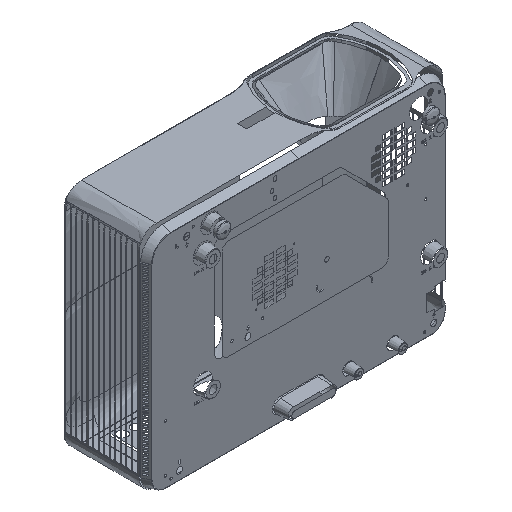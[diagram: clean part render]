
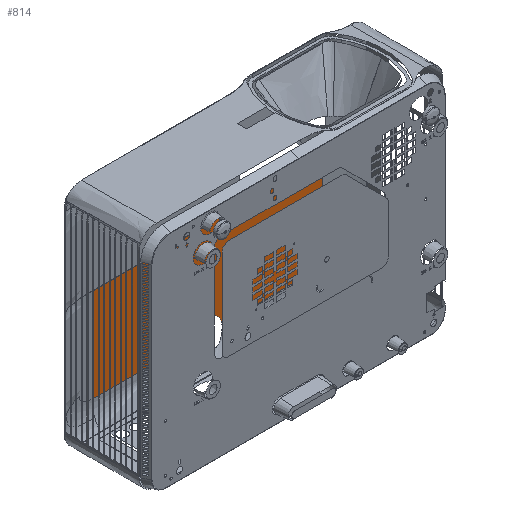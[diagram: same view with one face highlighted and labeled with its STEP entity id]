
A CAD part, isometric view. The second image highlights one B-rep face of the part: STEP entity #814.
In plain terms, the highlighted planar face has unit normal (0, 1, 0).
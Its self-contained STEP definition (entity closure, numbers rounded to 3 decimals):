
#35=CARTESIAN_POINT('',(-254.8,70.42,-89.15));
#37=DIRECTION('',(0.,0.,1.));
#38=VECTOR('',#37,124.95);
#39=CARTESIAN_POINT('',(-254.8,70.42,-89.15));
#40=LINE('',#39,#38);
#133=DIRECTION('',(-1.,0.,0.));
#134=VECTOR('',#133,134.403);
#135=CARTESIAN_POINT('',(-120.397,70.42,-89.15));
#136=LINE('',#135,#134);
#152=DIRECTION('',(-1.,0.,0.));
#153=VECTOR('',#152,134.402);
#154=CARTESIAN_POINT('',(53.2,70.42,-89.15));
#155=LINE('',#154,#153);
#244=DIRECTION('',(0.,0.,-1.));
#245=VECTOR('',#244,124.95);
#246=CARTESIAN_POINT('',(53.2,70.42,35.8));
#247=LINE('',#246,#245);
#262=DIRECTION('',(-1.,0.,0.));
#263=VECTOR('',#262,308.);
#264=CARTESIAN_POINT('',(53.2,70.42,35.8));
#265=LINE('',#264,#263);
#266=CARTESIAN_POINT('',(-120.397,70.42,-89.15));
#267=CARTESIAN_POINT('',(-120.352,70.42,-88.765));
#268=CARTESIAN_POINT('',(-120.24,70.42,-87.999));
#269=CARTESIAN_POINT('',(-120.004,70.42,-86.861));
#270=CARTESIAN_POINT('',(-119.802,70.42,-86.114));
#271=CARTESIAN_POINT('',(-119.691,70.42,-85.743));
#273=CARTESIAN_POINT('',(-119.691,70.42,-85.743));
#274=CARTESIAN_POINT('',(-119.237,70.42,-84.237));
#275=CARTESIAN_POINT('',(-118.016,70.42,-81.448));
#276=CARTESIAN_POINT('',(-115.325,70.42,-77.837));
#277=CARTESIAN_POINT('',(-111.942,70.42,-74.943));
#278=CARTESIAN_POINT('',(-108.018,70.42,-72.887));
#279=CARTESIAN_POINT('',(-103.753,70.42,-71.748));
#280=CARTESIAN_POINT('',(-99.284,70.42,-71.579));
#281=CARTESIAN_POINT('',(-94.803,70.42,-72.45));
#282=CARTESIAN_POINT('',(-90.696,70.42,-74.273));
#283=CARTESIAN_POINT('',(-86.9,70.42,-77.163));
#284=CARTESIAN_POINT('',(-83.973,70.42,-80.795));
#285=CARTESIAN_POINT('',(-82.009,70.42,-84.912));
#286=CARTESIAN_POINT('',(-81.372,70.42,-87.714));
#287=CARTESIAN_POINT('',(-81.202,70.42,-89.15));
#372=VERTEX_POINT('',#35);
#373=CARTESIAN_POINT('',(-254.8,70.42,35.8));
#374=VERTEX_POINT('',#373);
#375=CARTESIAN_POINT('',(53.2,70.42,35.8));
#376=VERTEX_POINT('',#375);
#377=CARTESIAN_POINT('',(-120.397,70.42,-89.15));
#378=VERTEX_POINT('',#377);
#379=VERTEX_POINT('',#271);
#380=VERTEX_POINT('',#287);
#381=CARTESIAN_POINT('',(53.2,70.42,-89.15));
#382=VERTEX_POINT('',#381);
#797=CARTESIAN_POINT('',(-100.8,70.42,32.775));
#798=DIRECTION('',(0.,-1.,0.));
#799=DIRECTION('',(1.,0.,0.));
#800=AXIS2_PLACEMENT_3D('',#797,#798,#799);
#801=PLANE('',#800);
#803=ORIENTED_EDGE('',*,*,#802,.T.);
#804=ORIENTED_EDGE('',*,*,#434,.F.);
#805=ORIENTED_EDGE('',*,*,#593,.F.);
#807=ORIENTED_EDGE('',*,*,#806,.T.);
#809=ORIENTED_EDGE('',*,*,#808,.T.);
#810=ORIENTED_EDGE('',*,*,#616,.F.);
#811=ORIENTED_EDGE('',*,*,#785,.F.);
#812=EDGE_LOOP('',(#803,#804,#805,#807,#809,#810,#811));
#813=FACE_OUTER_BOUND('',#812,.F.);
#272=B_SPLINE_CURVE_WITH_KNOTS('',3,(#266,#267,#268,#269,#270,#271),
.UNSPECIFIED.,.F.,.F.,(4,1,1,4),(0.,0.333,0.667,1.),
.UNSPECIFIED.);
#288=B_SPLINE_CURVE_WITH_KNOTS('',3,(#273,#274,#275,#276,#277,#278,#279,#280,
#281,#282,#283,#284,#285,#286,#287),.UNSPECIFIED.,.F.,.F.,(4,1,1,1,1,1,1,1,1,1,
1,1,4),(0.,0.083,0.167,0.25,0.333,
0.417,0.5,0.583,0.667,0.75,
0.833,0.917,1.),.UNSPECIFIED.);
#434=EDGE_CURVE('',#372,#374,#40,.T.);
#593=EDGE_CURVE('',#378,#372,#136,.T.);
#616=EDGE_CURVE('',#382,#380,#155,.T.);
#785=EDGE_CURVE('',#376,#382,#247,.T.);
#802=EDGE_CURVE('',#376,#374,#265,.T.);
#806=EDGE_CURVE('',#378,#379,#272,.T.);
#808=EDGE_CURVE('',#379,#380,#288,.T.);
#814=ADVANCED_FACE('',(#813),#801,.F.);
